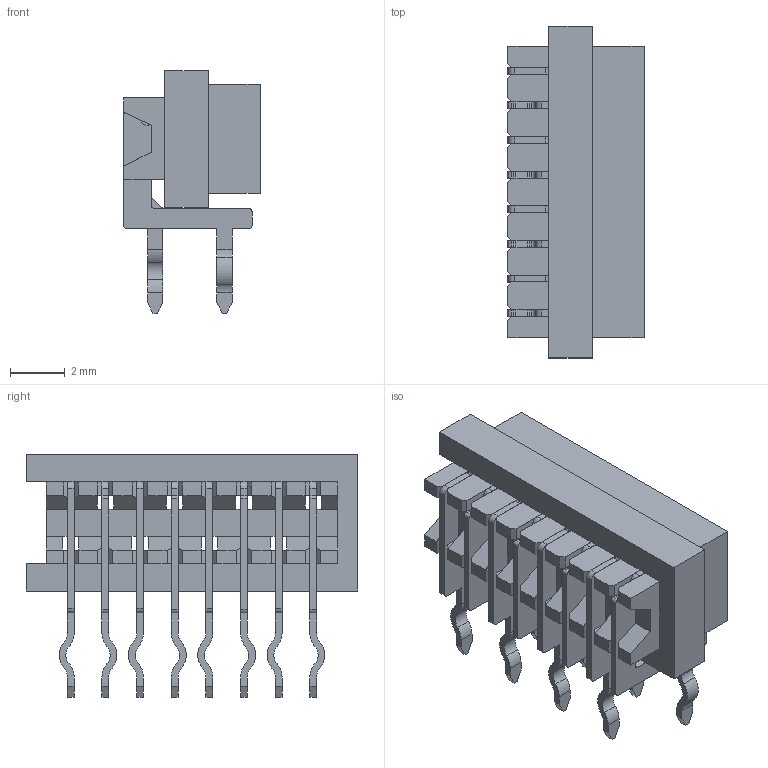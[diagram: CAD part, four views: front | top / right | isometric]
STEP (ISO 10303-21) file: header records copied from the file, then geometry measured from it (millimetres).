
FILE_DESCRIPTION(/* description */ ('Unknown'),/* implementation_level */ '2;1');
FILE_NAME(/* name */ 'J_Wurth_WR-MM_690368170872',/* time_stamp */ '2025-05-08T17:41:38+08:00',/* author */ ('Unknown'),/* organization */ ('Unknown'),/* preprocessor_version */ 'ST-DEVELOPER v19.4',/* originating_system */ 'Solid Edge',/* authorisation */ 'Unknown');
FILE_SCHEMA (('AUTOMOTIVE_DESIGN {1 0 10303 214 3 1 1}'));
Length unit declared in the file: millimetre
Products named in the file (2): J_Wurth_WR-MM_690368170872
Assembly tree (1 placements, depth 2):
  J_Wurth_WR-MM_690368170872
    J_Wurth_WR-MM_690368170872
Bounding box: 5 x 12.16 x 8.9 mm (x, y, z)
Volume: 208.4 mm3; surface area: 791.3 mm2
Topology: 9 solids, 9 shells, 726 faces, 2082 edges, 1366 vertices
Faces by surface type: plane 526, cylinder 200
Entity records: 23692 total; most frequent: CARTESIAN_POINT 4176, ORIENTED_EDGE 4164, DIRECTION 3938, EDGE_CURVE 2082, LINE 1682, VECTOR 1682, VERTEX_POINT 1366, AXIS2_PLACEMENT_3D 1128
